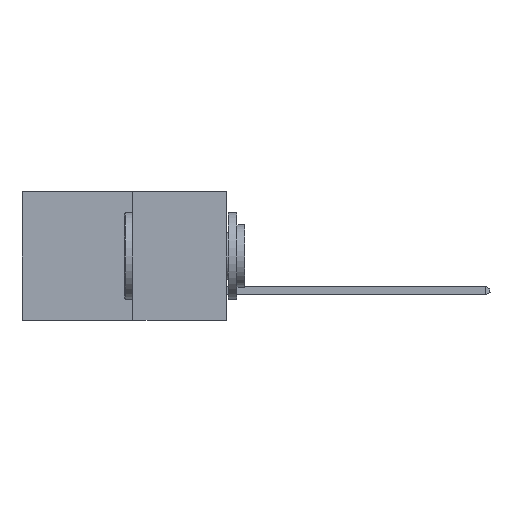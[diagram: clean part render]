
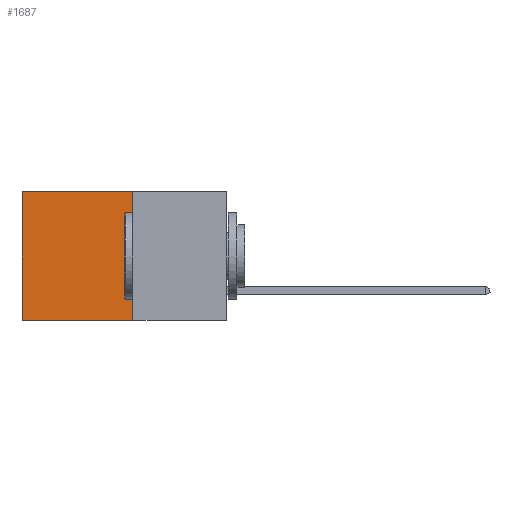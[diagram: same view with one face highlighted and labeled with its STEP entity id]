
A CAD part, left-side view. The second image highlights one B-rep face of the part: STEP entity #1687.
In plain terms, the highlighted planar face has unit normal (-1, 0, 0).
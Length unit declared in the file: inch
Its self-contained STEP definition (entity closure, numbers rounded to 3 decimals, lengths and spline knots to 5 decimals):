
#679 = PLANE ( 'NONE',  #6092 ) ;
#1231 = LINE ( 'NONE', #12438, #13607 ) ;
#1310 = CARTESIAN_POINT ( 'NONE',  ( 0.277, 0.27, 0. ) ) ;
#1622 = ORIENTED_EDGE ( 'NONE', *, *, #7892, .F. ) ;
#1687 = ADVANCED_FACE ( 'NONE', ( #1742 ), #679, .F. ) ;
#1742 = FACE_OUTER_BOUND ( 'NONE', #9244, .T. ) ;
#1891 = VECTOR ( 'NONE', #4854, 39.37008 ) ;
#2276 = VERTEX_POINT ( 'NONE', #13723 ) ;
#3016 = CARTESIAN_POINT ( 'NONE',  ( 0.277, 0.27, -0.37 ) ) ;
#3623 = CARTESIAN_POINT ( 'NONE',  ( 0.277, 0.27, -0.37 ) ) ;
#3919 = CARTESIAN_POINT ( 'NONE',  ( 0.277, 0.27, -0.37 ) ) ;
#4854 = DIRECTION ( 'NONE',  ( 0., 0., -1. ) ) ;
#5184 = VERTEX_POINT ( 'NONE', #9482 ) ;
#5433 = LINE ( 'NONE', #14260, #11415 ) ;
#6016 = DIRECTION ( 'NONE',  ( 0., 1., 0. ) ) ;
#6092 = AXIS2_PLACEMENT_3D ( 'NONE', #3016, #10278, #13821 ) ;
#7562 = VERTEX_POINT ( 'NONE', #1310 ) ;
#7892 = EDGE_CURVE ( 'NONE', #7562, #13828, #8686, .T. ) ;
#8686 = LINE ( 'NONE', #3623, #1891 ) ;
#8802 = LINE ( 'NONE', #15038, #11611 ) ;
#9244 = EDGE_LOOP ( 'NONE', ( #10848, #13975, #1622, #11229 ) ) ;
#9482 = CARTESIAN_POINT ( 'NONE',  ( 0.277, 0.59, 0. ) ) ;
#10062 = EDGE_CURVE ( 'NONE', #5184, #2276, #1231, .T. ) ;
#10278 = DIRECTION ( 'NONE',  ( 1., 0., 0. ) ) ;
#10442 = EDGE_CURVE ( 'NONE', #13828, #2276, #5433, .T. ) ;
#10848 = ORIENTED_EDGE ( 'NONE', *, *, #10062, .T. ) ;
#11229 = ORIENTED_EDGE ( 'NONE', *, *, #14682, .T. ) ;
#11415 = VECTOR ( 'NONE', #6016, 39.37008 ) ;
#11611 = VECTOR ( 'NONE', #12710, 39.37008 ) ;
#12438 = CARTESIAN_POINT ( 'NONE',  ( 0.277, 0.59, -0.37 ) ) ;
#12710 = DIRECTION ( 'NONE',  ( 0., 1., 0. ) ) ;
#13607 = VECTOR ( 'NONE', #13614, 39.37008 ) ;
#13614 = DIRECTION ( 'NONE',  ( 0., 0., -1. ) ) ;
#13723 = CARTESIAN_POINT ( 'NONE',  ( 0.277, 0.59, -0.37 ) ) ;
#13821 = DIRECTION ( 'NONE',  ( 0., 0., -1. ) ) ;
#13828 = VERTEX_POINT ( 'NONE', #3919 ) ;
#13975 = ORIENTED_EDGE ( 'NONE', *, *, #10442, .F. ) ;
#14260 = CARTESIAN_POINT ( 'NONE',  ( 0.277, 0.27, -0.37 ) ) ;
#14682 = EDGE_CURVE ( 'NONE', #7562, #5184, #8802, .T. ) ;
#15038 = CARTESIAN_POINT ( 'NONE',  ( 0.277, 0.27, 0. ) ) ;
